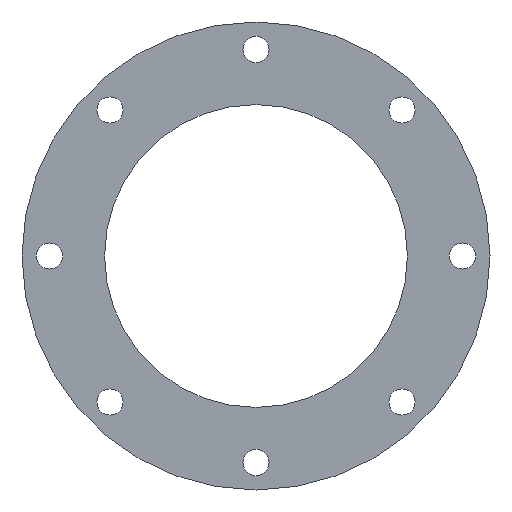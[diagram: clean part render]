
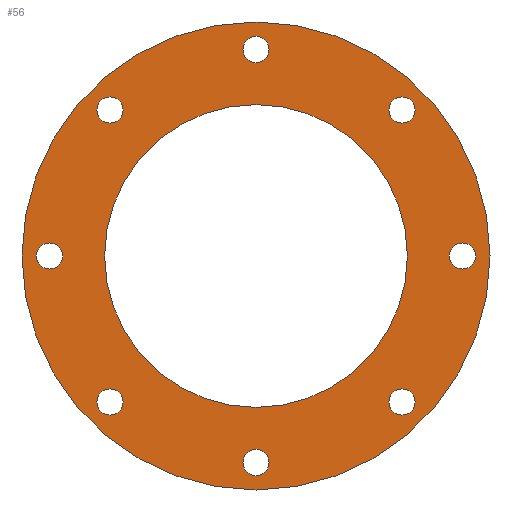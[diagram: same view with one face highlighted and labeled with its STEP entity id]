
A CAD part, left-side view. The second image highlights one B-rep face of the part: STEP entity #56.
In plain terms, the highlighted planar face has unit normal (-1, 0, 0).
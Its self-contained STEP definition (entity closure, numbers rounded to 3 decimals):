
#56 = ADVANCED_FACE( '', ( #125, #126, #127, #128, #129, #130, #131, #132, #133, #134 ), #135, .T. );
#125 = FACE_BOUND( '', #196, .T. );
#126 = FACE_BOUND( '', #197, .T. );
#127 = FACE_BOUND( '', #198, .T. );
#128 = FACE_BOUND( '', #199, .T. );
#129 = FACE_BOUND( '', #200, .T. );
#130 = FACE_BOUND( '', #201, .T. );
#131 = FACE_BOUND( '', #202, .T. );
#132 = FACE_BOUND( '', #203, .T. );
#133 = FACE_BOUND( '', #204, .T. );
#134 = FACE_OUTER_BOUND( '', #205, .T. );
#135 = PLANE( '', #206 );
#196 = EDGE_LOOP( '', ( #281 ) );
#197 = EDGE_LOOP( '', ( #282 ) );
#198 = EDGE_LOOP( '', ( #283 ) );
#199 = EDGE_LOOP( '', ( #284 ) );
#200 = EDGE_LOOP( '', ( #285 ) );
#201 = EDGE_LOOP( '', ( #286 ) );
#202 = EDGE_LOOP( '', ( #287 ) );
#203 = EDGE_LOOP( '', ( #288 ) );
#204 = EDGE_LOOP( '', ( #289 ) );
#205 = EDGE_LOOP( '', ( #290 ) );
#206 = AXIS2_PLACEMENT_3D( '', #291, #292, #293 );
#281 = ORIENTED_EDGE( '', *, *, #328, .T. );
#282 = ORIENTED_EDGE( '', *, *, #308, .T. );
#283 = ORIENTED_EDGE( '', *, *, #305, .T. );
#284 = ORIENTED_EDGE( '', *, *, #311, .T. );
#285 = ORIENTED_EDGE( '', *, *, #302, .T. );
#286 = ORIENTED_EDGE( '', *, *, #324, .T. );
#287 = ORIENTED_EDGE( '', *, *, #322, .T. );
#288 = ORIENTED_EDGE( '', *, *, #314, .T. );
#289 = ORIENTED_EDGE( '', *, *, #326, .T. );
#290 = ORIENTED_EDGE( '', *, *, #330, .F. );
#291 = CARTESIAN_POINT( '', ( 0., 85., 0. ) );
#292 = DIRECTION( '', ( -1., 0., 0. ) );
#293 = DIRECTION( '', ( 0., 0., 1. ) );
#302 = EDGE_CURVE( '', #335, #335, #336, .T. );
#305 = EDGE_CURVE( '', #340, #340, #341, .T. );
#308 = EDGE_CURVE( '', #345, #345, #346, .T. );
#311 = EDGE_CURVE( '', #350, #350, #351, .T. );
#314 = EDGE_CURVE( '', #355, #355, #356, .T. );
#322 = EDGE_CURVE( '', #369, #369, #370, .T. );
#324 = EDGE_CURVE( '', #372, #372, #373, .T. );
#326 = EDGE_CURVE( '', #375, #375, #376, .T. );
#328 = EDGE_CURVE( '', #378, #378, #379, .T. );
#330 = EDGE_CURVE( '', #381, #381, #382, .T. );
#335 = VERTEX_POINT( '', #387 );
#336 = CIRCLE( '', #388, 4.75 );
#340 = VERTEX_POINT( '', #392 );
#341 = CIRCLE( '', #393, 4.75 );
#345 = VERTEX_POINT( '', #397 );
#346 = CIRCLE( '', #398, 4.75 );
#350 = VERTEX_POINT( '', #402 );
#351 = CIRCLE( '', #403, 4.75 );
#355 = VERTEX_POINT( '', #407 );
#356 = CIRCLE( '', #408, 4.75 );
#369 = VERTEX_POINT( '', #421 );
#370 = CIRCLE( '', #422, 4.75 );
#372 = VERTEX_POINT( '', #424 );
#373 = CIRCLE( '', #425, 4.75 );
#375 = VERTEX_POINT( '', #427 );
#376 = CIRCLE( '', #428, 4.75 );
#378 = VERTEX_POINT( '', #430 );
#379 = CIRCLE( '', #431, 55. );
#381 = VERTEX_POINT( '', #433 );
#382 = CIRCLE( '', #434, 85. );
#387 = CARTESIAN_POINT( '', ( 0., -75., -4.75 ) );
#388 = AXIS2_PLACEMENT_3D( '', #439, #440, #441 );
#392 = CARTESIAN_POINT( '', ( 0., 0., -79.75 ) );
#393 = AXIS2_PLACEMENT_3D( '', #445, #446, #447 );
#397 = CARTESIAN_POINT( '', ( 0., 75., -4.75 ) );
#398 = AXIS2_PLACEMENT_3D( '', #451, #452, #453 );
#402 = CARTESIAN_POINT( '', ( 0., -53.033, -57.783 ) );
#403 = AXIS2_PLACEMENT_3D( '', #457, #458, #459 );
#407 = CARTESIAN_POINT( '', ( 0., 53.033, 48.283 ) );
#408 = AXIS2_PLACEMENT_3D( '', #463, #464, #465 );
#421 = CARTESIAN_POINT( '', ( 0., 0., 70.25 ) );
#422 = AXIS2_PLACEMENT_3D( '', #481, #482, #483 );
#424 = CARTESIAN_POINT( '', ( 0., -53.033, 48.283 ) );
#425 = AXIS2_PLACEMENT_3D( '', #484, #485, #486 );
#427 = CARTESIAN_POINT( '', ( 0., 53.033, -57.783 ) );
#428 = AXIS2_PLACEMENT_3D( '', #487, #488, #489 );
#430 = CARTESIAN_POINT( '', ( 0., 0., -55. ) );
#431 = AXIS2_PLACEMENT_3D( '', #490, #491, #492 );
#433 = CARTESIAN_POINT( '', ( 0., 0., -85. ) );
#434 = AXIS2_PLACEMENT_3D( '', #493, #494, #495 );
#439 = CARTESIAN_POINT( '', ( 0., -75., 0. ) );
#440 = DIRECTION( '', ( 1., 0., 0. ) );
#441 = DIRECTION( '', ( 0., 0., -1. ) );
#445 = CARTESIAN_POINT( '', ( 0., 0., -75. ) );
#446 = DIRECTION( '', ( 1., 0., 0. ) );
#447 = DIRECTION( '', ( 0., 0., -1. ) );
#451 = CARTESIAN_POINT( '', ( 0., 75., 0. ) );
#452 = DIRECTION( '', ( 1., 0., 0. ) );
#453 = DIRECTION( '', ( 0., 0., -1. ) );
#457 = CARTESIAN_POINT( '', ( 0., -53.033, -53.033 ) );
#458 = DIRECTION( '', ( 1., 0., 0. ) );
#459 = DIRECTION( '', ( 0., 0., -1. ) );
#463 = CARTESIAN_POINT( '', ( 0., 53.033, 53.033 ) );
#464 = DIRECTION( '', ( 1., 0., 0. ) );
#465 = DIRECTION( '', ( 0., 0., -1. ) );
#481 = CARTESIAN_POINT( '', ( 0., 0., 75. ) );
#482 = DIRECTION( '', ( 1., 0., 0. ) );
#483 = DIRECTION( '', ( 0., 0., -1. ) );
#484 = CARTESIAN_POINT( '', ( 0., -53.033, 53.033 ) );
#485 = DIRECTION( '', ( 1., 0., 0. ) );
#486 = DIRECTION( '', ( 0., 0., -1. ) );
#487 = CARTESIAN_POINT( '', ( 0., 53.033, -53.033 ) );
#488 = DIRECTION( '', ( 1., 0., 0. ) );
#489 = DIRECTION( '', ( 0., 0., -1. ) );
#490 = CARTESIAN_POINT( '', ( 0., 0., 0. ) );
#491 = DIRECTION( '', ( 1., 0., 0. ) );
#492 = DIRECTION( '', ( 0., 0., -1. ) );
#493 = CARTESIAN_POINT( '', ( 0., 0., 0. ) );
#494 = DIRECTION( '', ( 1., 0., 0. ) );
#495 = DIRECTION( '', ( 0., 0., -1. ) );
